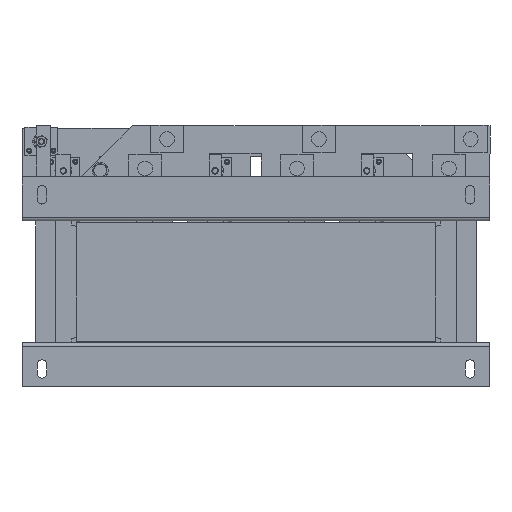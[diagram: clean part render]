
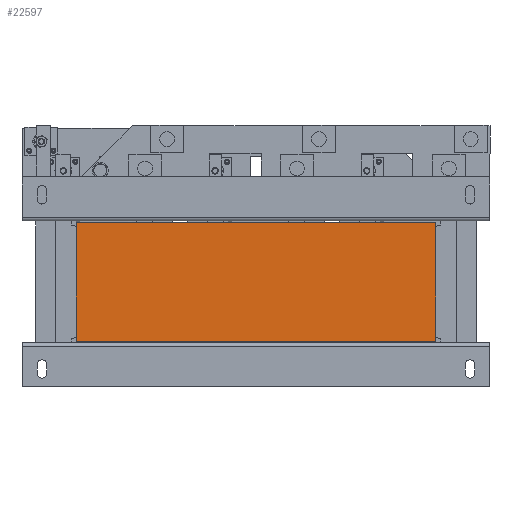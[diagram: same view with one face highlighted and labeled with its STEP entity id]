
A CAD part, front view. The second image highlights one B-rep face of the part: STEP entity #22597.
In plain terms, the highlighted planar face has unit normal (0, -1, 0).
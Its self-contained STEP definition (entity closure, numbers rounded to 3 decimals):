
#1059 = ORIENTED_EDGE ( 'NONE', *, *, #19307, .F. ) ;
#2715 = CARTESIAN_POINT ( 'NONE',  ( -225., -35., 74.5 ) ) ;
#3188 = EDGE_CURVE ( 'Defeature ausgef�hrt2_1945+Defeature ausgef�hrt2_1947+Defeature ausgef�hrt2_1948+Defeature ausgef�hrt2_1949', #31590, #64044, #28388, .T. ) ;
#3247 = DIRECTION ( 'NONE',  ( 1., 0., 0. ) ) ;
#6139 = DIRECTION ( 'NONE',  ( 0., 0., -1. ) ) ;
#7132 = DIRECTION ( 'NONE',  ( 0., 0., 1. ) ) ;
#8964 = LINE ( 'NONE', #2715, #27768 ) ;
#11782 = ORIENTED_EDGE ( 'NONE', *, *, #3188, .F. ) ;
#12493 = EDGE_LOOP ( 'NONE', ( #70438, #11782, #1059, #45492 ) ) ;
#15977 = CARTESIAN_POINT ( 'NONE',  ( 225., -35., -74.5 ) ) ;
#18862 = CARTESIAN_POINT ( 'NONE',  ( -225., -35., -74.5 ) ) ;
#19307 = EDGE_CURVE ( 'Defeature ausgef�hrt2_1948+Defeature ausgef�hrt2_1947+Defeature ausgef�hrt2_1946+Defeature ausgef�hrt2_1945', #33136, #31590, #8964, .T. ) ;
#20231 = EDGE_CURVE ( 'Defeature ausgef�hrt2_1947+Defeature ausgef�hrt2_1946+Defeature ausgef�hrt2_1948+Defeature ausgef�hrt2_1949', #33136, #62972, #73064, .T. ) ;
#22597 = ADVANCED_FACE ( 'Defeature ausgef�hrt2_1947', ( #49061 ), #75330, .F. ) ;
#25387 = DIRECTION ( 'NONE',  ( 0., 0., -1. ) ) ;
#27167 = LINE ( 'NONE', #68698, #70619 ) ;
#27768 = VECTOR ( 'NONE', #3247, 1000. ) ;
#28388 = LINE ( 'NONE', #61872, #39233 ) ;
#29629 = CARTESIAN_POINT ( 'NONE',  ( 225., -35., 74.5 ) ) ;
#31590 = VERTEX_POINT ( 'NONE', #29629 ) ;
#32297 = CARTESIAN_POINT ( 'NONE',  ( -225., -35., 74.5 ) ) ;
#33136 = VERTEX_POINT ( 'NONE', #58786 ) ;
#35531 = AXIS2_PLACEMENT_3D ( 'NONE', #38363, #37817, #7132 ) ;
#37812 = DIRECTION ( 'NONE',  ( 1., 0., 0. ) ) ;
#37817 = DIRECTION ( 'NONE',  ( 0., 1., 0. ) ) ;
#38363 = CARTESIAN_POINT ( 'NONE',  ( -225., -35., 74.5 ) ) ;
#39233 = VECTOR ( 'NONE', #6139, 1000. ) ;
#39481 = VECTOR ( 'NONE', #25387, 1000. ) ;
#40681 = EDGE_CURVE ( 'Defeature ausgef�hrt2_1947+Defeature ausgef�hrt2_1949+Defeature ausgef�hrt2_1946+Defeature ausgef�hrt2_1945', #62972, #64044, #27167, .T. ) ;
#45492 = ORIENTED_EDGE ( 'NONE', *, *, #20231, .T. ) ;
#49061 = FACE_OUTER_BOUND ( 'NONE', #12493, .T. ) ;
#58786 = CARTESIAN_POINT ( 'NONE',  ( -225., -35., 74.5 ) ) ;
#61872 = CARTESIAN_POINT ( 'NONE',  ( 225., -35., 74.5 ) ) ;
#62972 = VERTEX_POINT ( 'NONE', #18862 ) ;
#64044 = VERTEX_POINT ( 'NONE', #15977 ) ;
#68698 = CARTESIAN_POINT ( 'NONE',  ( -225., -35., -74.5 ) ) ;
#70438 = ORIENTED_EDGE ( 'NONE', *, *, #40681, .T. ) ;
#70619 = VECTOR ( 'NONE', #37812, 1000. ) ;
#73064 = LINE ( 'NONE', #32297, #39481 ) ;
#75330 = PLANE ( 'NONE',  #35531 ) ;
